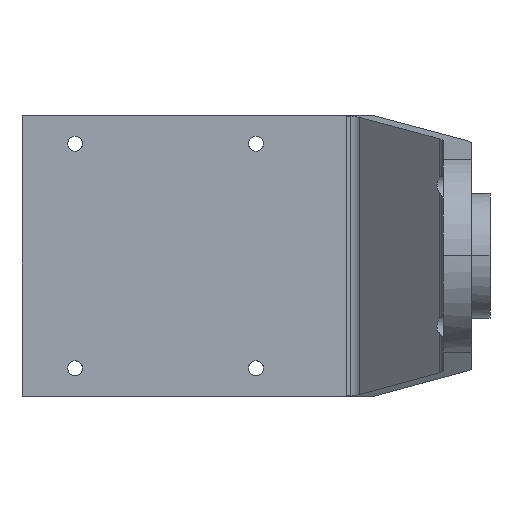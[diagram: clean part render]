
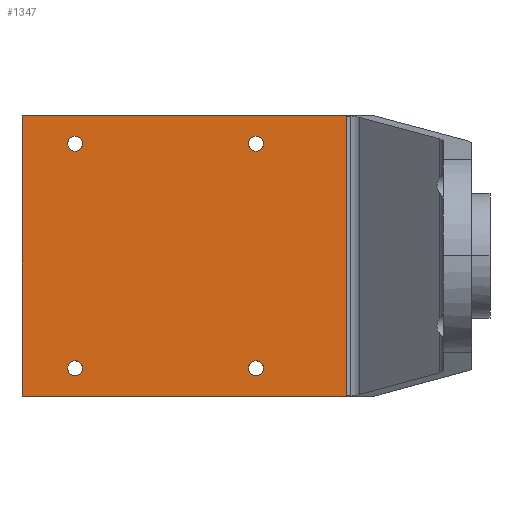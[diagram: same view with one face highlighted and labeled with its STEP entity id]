
A CAD part, top view. The second image highlights one B-rep face of the part: STEP entity #1347.
In plain terms, the highlighted planar face has unit normal (0, 0, 1).
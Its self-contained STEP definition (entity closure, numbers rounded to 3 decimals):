
#675=CARTESIAN_POINT('Vertex',(-360.,112.5,100.)) ;
#678=CARTESIAN_POINT('Line Origine',(-230.,112.5,100.)) ;
#682=CARTESIAN_POINT('Vertex',(-100.,112.5,100.)) ;
#818=CARTESIAN_POINT('Vertex',(-100.,-112.5,100.)) ;
#821=CARTESIAN_POINT('Line Origine',(-230.,-112.5,100.)) ;
#825=CARTESIAN_POINT('Vertex',(-360.,-112.5,100.)) ;
#849=CARTESIAN_POINT('Axis2P3D Location',(-317.5,-90.,100.)) ;
#853=CARTESIAN_POINT('Vertex',(-317.5,-96.,100.)) ;
#855=CARTESIAN_POINT('Vertex',(-317.5,-84.,100.)) ;
#880=CARTESIAN_POINT('Axis2P3D Location',(-317.5,-90.,100.)) ;
#897=CARTESIAN_POINT('Axis2P3D Location',(-172.5,-90.,100.)) ;
#901=CARTESIAN_POINT('Vertex',(-172.5,-96.,100.)) ;
#903=CARTESIAN_POINT('Vertex',(-172.5,-84.,100.)) ;
#928=CARTESIAN_POINT('Axis2P3D Location',(-172.5,-90.,100.)) ;
#945=CARTESIAN_POINT('Axis2P3D Location',(-317.5,90.,100.)) ;
#949=CARTESIAN_POINT('Vertex',(-317.5,84.,100.)) ;
#951=CARTESIAN_POINT('Vertex',(-317.5,96.,100.)) ;
#976=CARTESIAN_POINT('Axis2P3D Location',(-317.5,90.,100.)) ;
#993=CARTESIAN_POINT('Axis2P3D Location',(-172.5,90.,100.)) ;
#997=CARTESIAN_POINT('Vertex',(-172.5,84.,100.)) ;
#999=CARTESIAN_POINT('Vertex',(-172.5,96.,100.)) ;
#1024=CARTESIAN_POINT('Axis2P3D Location',(-172.5,90.,100.)) ;
#1303=CARTESIAN_POINT('Line Origine',(-360.,0.,100.)) ;
#1315=CARTESIAN_POINT('Axis2P3D Location',(-317.5,-90.,100.)) ;
#1320=CARTESIAN_POINT('Line Origine',(-100.,0.,100.)) ;
#679=DIRECTION('Vector Direction',(-1.,0.,0.)) ;
#822=DIRECTION('Vector Direction',(-1.,0.,0.)) ;
#850=DIRECTION('Axis2P3D Direction',(0.,0.,-1.)) ;
#881=DIRECTION('Axis2P3D Direction',(0.,0.,-1.)) ;
#898=DIRECTION('Axis2P3D Direction',(0.,0.,-1.)) ;
#929=DIRECTION('Axis2P3D Direction',(0.,0.,-1.)) ;
#946=DIRECTION('Axis2P3D Direction',(0.,0.,-1.)) ;
#977=DIRECTION('Axis2P3D Direction',(0.,0.,-1.)) ;
#994=DIRECTION('Axis2P3D Direction',(0.,0.,-1.)) ;
#1025=DIRECTION('Axis2P3D Direction',(0.,0.,-1.)) ;
#1304=DIRECTION('Vector Direction',(0.,1.,0.)) ;
#1316=DIRECTION('Axis2P3D Direction',(0.,0.,-1.)) ;
#1317=DIRECTION('Axis2P3D XDirection',(0.,-1.,0.)) ;
#1321=DIRECTION('Vector Direction',(0.,1.,0.)) ;
#851=AXIS2_PLACEMENT_3D('Circle Axis2P3D',#849,#850,$) ;
#882=AXIS2_PLACEMENT_3D('Circle Axis2P3D',#880,#881,$) ;
#899=AXIS2_PLACEMENT_3D('Circle Axis2P3D',#897,#898,$) ;
#930=AXIS2_PLACEMENT_3D('Circle Axis2P3D',#928,#929,$) ;
#947=AXIS2_PLACEMENT_3D('Circle Axis2P3D',#945,#946,$) ;
#978=AXIS2_PLACEMENT_3D('Circle Axis2P3D',#976,#977,$) ;
#995=AXIS2_PLACEMENT_3D('Circle Axis2P3D',#993,#994,$) ;
#1026=AXIS2_PLACEMENT_3D('Circle Axis2P3D',#1024,#1025,$) ;
#1318=AXIS2_PLACEMENT_3D('Plane Axis2P3D',#1315,#1316,#1317) ;
#1326=ORIENTED_EDGE('',*,*,#1324,.T.) ;
#1327=ORIENTED_EDGE('',*,*,#684,.T.) ;
#1328=ORIENTED_EDGE('',*,*,#1307,.F.) ;
#1329=ORIENTED_EDGE('',*,*,#827,.F.) ;
#1332=ORIENTED_EDGE('',*,*,#857,.T.) ;
#1333=ORIENTED_EDGE('',*,*,#884,.T.) ;
#1336=ORIENTED_EDGE('',*,*,#905,.T.) ;
#1337=ORIENTED_EDGE('',*,*,#932,.T.) ;
#1340=ORIENTED_EDGE('',*,*,#953,.T.) ;
#1341=ORIENTED_EDGE('',*,*,#980,.T.) ;
#1344=ORIENTED_EDGE('',*,*,#1001,.T.) ;
#1345=ORIENTED_EDGE('',*,*,#1028,.T.) ;
#1334=FACE_BOUND('',#1331,.T.) ;
#1338=FACE_BOUND('',#1335,.T.) ;
#1342=FACE_BOUND('',#1339,.T.) ;
#1346=FACE_BOUND('',#1343,.T.) ;
#680=VECTOR('Line Direction',#679,1.) ;
#823=VECTOR('Line Direction',#822,1.) ;
#1305=VECTOR('Line Direction',#1304,1.) ;
#1322=VECTOR('Line Direction',#1321,1.) ;
#1347=ADVANCED_FACE('PartBody',(#1330,#1334,#1338,#1342,#1346),#1319,.F.) ;
#852=CIRCLE('generated circle',#851,6.) ;
#883=CIRCLE('generated circle',#882,6.) ;
#900=CIRCLE('generated circle',#899,6.) ;
#931=CIRCLE('generated circle',#930,6.) ;
#948=CIRCLE('generated circle',#947,6.) ;
#979=CIRCLE('generated circle',#978,6.) ;
#996=CIRCLE('generated circle',#995,6.) ;
#1027=CIRCLE('generated circle',#1026,6.) ;
#684=EDGE_CURVE('',#683,#676,#681,.T.) ;
#827=EDGE_CURVE('',#819,#826,#824,.T.) ;
#857=EDGE_CURVE('',#854,#856,#852,.T.) ;
#884=EDGE_CURVE('',#856,#854,#883,.T.) ;
#905=EDGE_CURVE('',#902,#904,#900,.T.) ;
#932=EDGE_CURVE('',#904,#902,#931,.T.) ;
#953=EDGE_CURVE('',#950,#952,#948,.T.) ;
#980=EDGE_CURVE('',#952,#950,#979,.T.) ;
#1001=EDGE_CURVE('',#998,#1000,#996,.T.) ;
#1028=EDGE_CURVE('',#1000,#998,#1027,.T.) ;
#1307=EDGE_CURVE('',#826,#676,#1306,.T.) ;
#1324=EDGE_CURVE('',#819,#683,#1323,.T.) ;
#1325=EDGE_LOOP('',(#1326,#1327,#1328,#1329)) ;
#1331=EDGE_LOOP('',(#1332,#1333)) ;
#1335=EDGE_LOOP('',(#1336,#1337)) ;
#1339=EDGE_LOOP('',(#1340,#1341)) ;
#1343=EDGE_LOOP('',(#1344,#1345)) ;
#1330=FACE_OUTER_BOUND('',#1325,.T.) ;
#681=LINE('Line',#678,#680) ;
#824=LINE('Line',#821,#823) ;
#1306=LINE('Line',#1303,#1305) ;
#1323=LINE('Line',#1320,#1322) ;
#1319=PLANE('Plane',#1318) ;
#676=VERTEX_POINT('',#675) ;
#683=VERTEX_POINT('',#682) ;
#819=VERTEX_POINT('',#818) ;
#826=VERTEX_POINT('',#825) ;
#854=VERTEX_POINT('',#853) ;
#856=VERTEX_POINT('',#855) ;
#902=VERTEX_POINT('',#901) ;
#904=VERTEX_POINT('',#903) ;
#950=VERTEX_POINT('',#949) ;
#952=VERTEX_POINT('',#951) ;
#998=VERTEX_POINT('',#997) ;
#1000=VERTEX_POINT('',#999) ;
